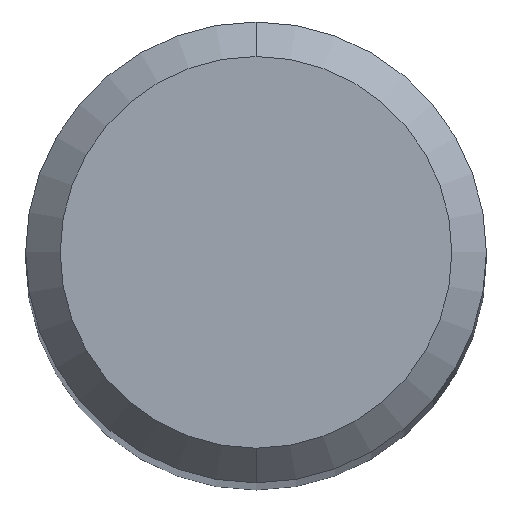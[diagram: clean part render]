
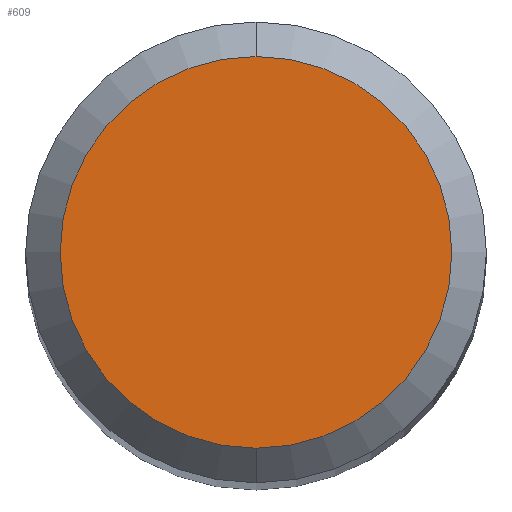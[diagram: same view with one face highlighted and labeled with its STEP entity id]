
A CAD part, top view. The second image highlights one B-rep face of the part: STEP entity #609.
In plain terms, the highlighted planar face has unit normal (0, 0, 1).
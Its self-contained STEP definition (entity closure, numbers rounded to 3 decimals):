
#541=EDGE_CURVE('',#1083,#651,#1351,.T.);
#609=ADVANCED_FACE('',(#1420),#1421,.T.);
#651=VERTEX_POINT('',#1467);
#1083=VERTEX_POINT('',#1951);
#1103=EDGE_CURVE('',#651,#1083,#1972,.T.);
#1351=CIRCLE('',#2476,1.7);
#1420=FACE_OUTER_BOUND('',#2673,.T.);
#1421=PLANE('',#2674);
#1467=CARTESIAN_POINT('',(0.,-1.7,0.0));
#1951=CARTESIAN_POINT('',(0.0,1.7,0.0));
#1972=CIRCLE('',#5000,1.7);
#2476=AXIS2_PLACEMENT_3D('',#5456,#5457,#5458);
#2673=EDGE_LOOP('',(#5478,#5479));
#2674=AXIS2_PLACEMENT_3D('',#5480,#5481,#5482);
#5000=AXIS2_PLACEMENT_3D('',#6175,#6176,#6177);
#5456=CARTESIAN_POINT('',(0.0,0.0,0.0));
#5457=DIRECTION('',(0.0,0.0,-1.0));
#5458=DIRECTION('',(0.0,1.0,0.0));
#5478=ORIENTED_EDGE('',*,*,#541,.F.);
#5479=ORIENTED_EDGE('',*,*,#1103,.F.);
#5480=CARTESIAN_POINT('',(0.0,0.85,0.0));
#5481=DIRECTION('',(-0.0,0.0,1.0));
#5482=DIRECTION('',(0.0,-1.0,0.0));
#6175=CARTESIAN_POINT('',(0.0,0.0,0.0));
#6176=DIRECTION('',(0.0,0.0,-1.0));
#6177=DIRECTION('',(0.0,1.0,0.0));
